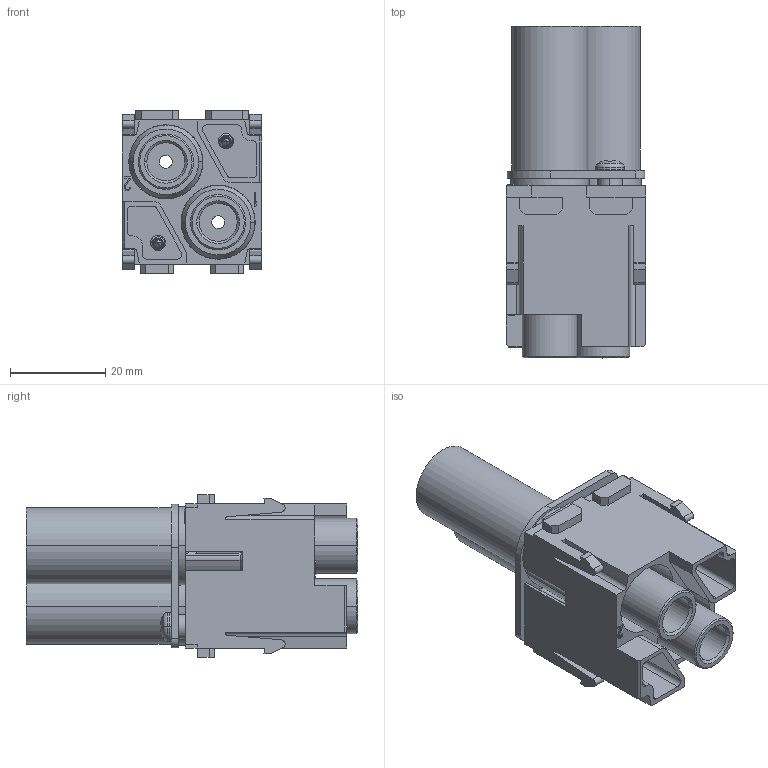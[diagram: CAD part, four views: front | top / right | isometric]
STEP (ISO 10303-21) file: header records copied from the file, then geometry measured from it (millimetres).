
FILE_DESCRIPTION((''),'2;1');
FILE_NAME('HQM002M','2017-05-19T',('tl.yang'),(''),'PRO/ENGINEER BY PARAMETRIC TECHNOLOGY CORPORATION, 2011500','PRO/ENGINEER BY PARAMETRIC TECHNOLOGY CORPORATION, 2011500','');
FILE_SCHEMA(('CONFIG_CONTROL_DESIGN'));
Length unit declared in the file: millimetre
Products named in the file (1): HQM002M
Bounding box: 29.3 x 69.8 x 34.2 mm (x, y, z)
Volume: 25222.7 mm3; surface area: 32651.9 mm2
Topology: 1 solids, 1 shells, 751 faces, 2095 edges, 1348 vertices
Faces by surface type: plane 377, cylinder 210, cone 74, torus 52, bspline 34, sphere 4
Entity records: 27290 total; most frequent: CARTESIAN_POINT 7851, ORIENTED_EDGE 4190, DIRECTION 3988, EDGE_CURVE 2095, AXIS2_PLACEMENT_3D 1407, VERTEX_POINT 1348, VECTOR 1174, LINE 1174
